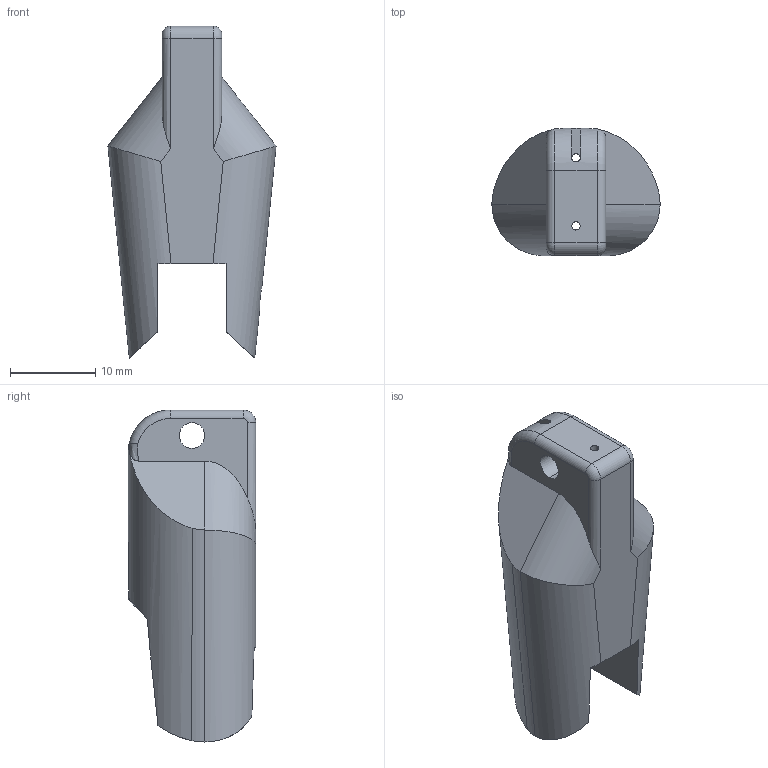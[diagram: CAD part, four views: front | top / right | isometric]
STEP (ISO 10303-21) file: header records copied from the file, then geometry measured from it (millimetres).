
FILE_DESCRIPTION (( 'STEP AP214' ), '1' );
FILE_NAME ('Falange_Proximal_Pul.STEP', '2020-10-22T04:42:08', ( '' ), ( '' ), 'SwSTEP 2.0', 'SolidWorks 2020', '' );
FILE_SCHEMA (( 'AUTOMOTIVE_DESIGN' ));
Length unit declared in the file: millimetre
Products named in the file (1): Falange_Proximal_Pul
Bounding box: 19.76 x 15 x 39.02 mm (x, y, z)
Volume: 5131.1 mm3; surface area: 2479.4 mm2
Topology: 1 solids, 1 shells, 64 faces, 175 edges, 111 vertices
Faces by surface type: cylinder 28, plane 19, bspline 13, torus 4
Entity records: 2692 total; most frequent: CARTESIAN_POINT 1227, ORIENTED_EDGE 348, DIRECTION 234, EDGE_CURVE 174, VERTEX_POINT 111, AXIS2_PLACEMENT_3D 86, EDGE_LOOP 71, FACE_OUTER_BOUND 64
